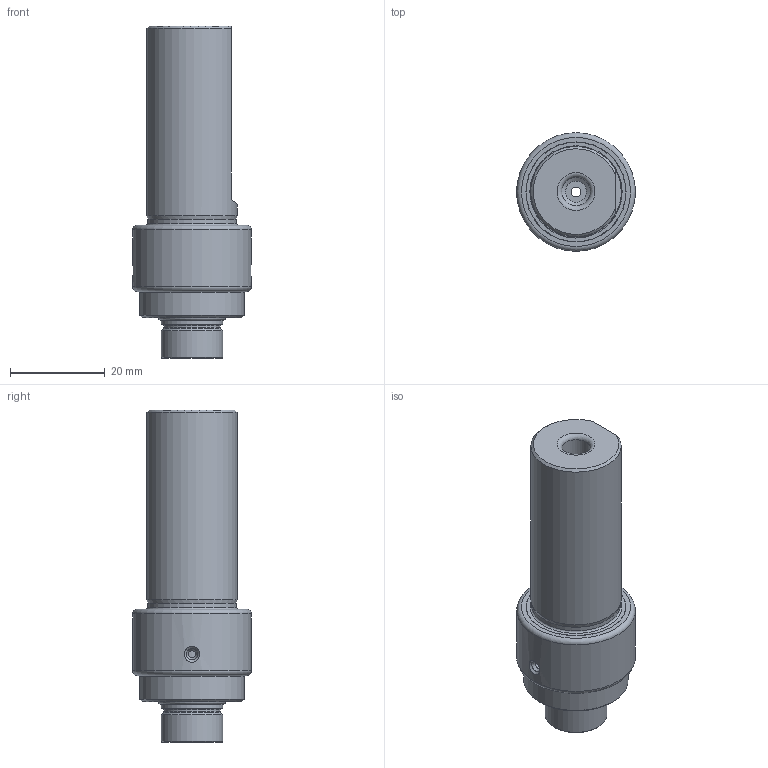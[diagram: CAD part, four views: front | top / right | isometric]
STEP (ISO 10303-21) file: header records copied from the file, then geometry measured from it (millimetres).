
FILE_DESCRIPTION(/* description */ (''),/* implementation_level */ '2;1');
FILE_NAME(/* name */ '461991106.stp',/* time_stamp */ '2021-01-08T12:42:54',/* author */ ('LRA'),/* organization */ ('REGO-FIX'),/* preprocessor_version */ ' Unknown',/* originating_system */ 'SIEMENS PLM Software Solid Edge ST10',/* authorization */ 'Unknown');
FILE_SCHEMA (('AUTOMOTIVE_DESIGN { 1 0 10303 214 2 1 1}'));
Length unit declared in the file: millimetre
Products named in the file (1): NOCUT
Bounding box: 25 x 25 x 70 mm (x, y, z)
Volume: 18017.6 mm3; surface area: 11388 mm2
Topology: 6 solids, 6 shells, 113 faces, 233 edges, 144 vertices
Faces by surface type: cylinder 36, cone 30, plane 28, torus 19
Full cylindrical faces by diameter (mm): 1.567 x2, 2 x1, 2.49 x2, 2.5 x4, 4.459 x1, 5 x1, 6 x2, 6.2 x1, 7 x1, 7.5 x1, 8.5 x1, 10 x1, 11.8 x1, 12.7 x1, 13 x5, 14 x1, 14.5 x1, 18.65 x1, 19 x1, 19.05 x1, 20 x1, 21 x1, 21.4 x1, 22 x2, 25 x1
Entity records: 3107 total; most frequent: DIRECTION 460, CARTESIAN_POINT 405, ORIENTED_EDGE 242, FACE_BOUND 232, EDGE_LOOP 229, AXIS2_PLACEMENT_3D 228, EDGE_CURVE 121, VERTEX_POINT 121
